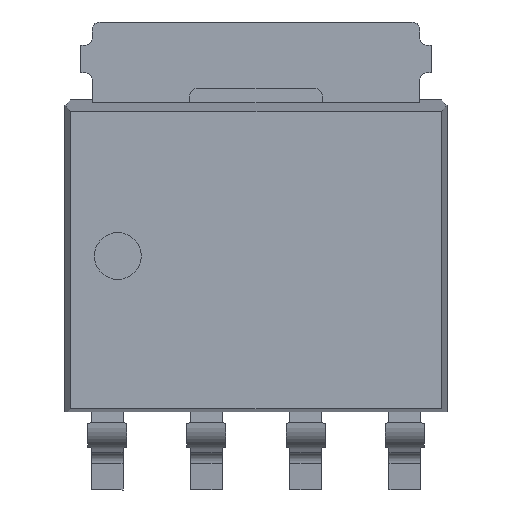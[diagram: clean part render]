
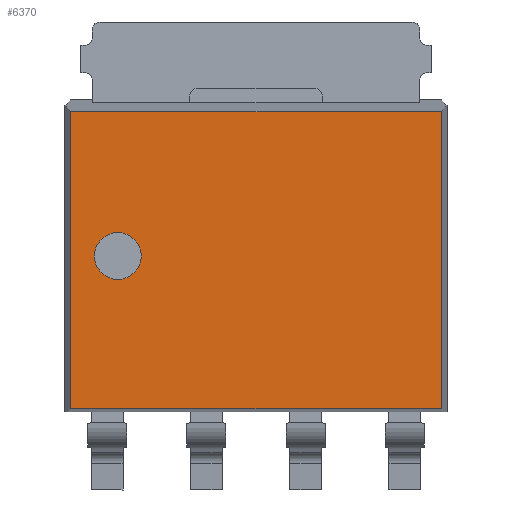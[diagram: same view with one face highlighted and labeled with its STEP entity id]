
A CAD part, left-side view. The second image highlights one B-rep face of the part: STEP entity #6370.
In plain terms, the highlighted planar face has unit normal (-1, 0, 0).
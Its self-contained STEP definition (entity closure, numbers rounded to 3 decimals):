
#332=CIRCLE('',#6832,0.3);
#1658=ORIENTED_EDGE('',*,*,#2432,.T.);
#1659=ORIENTED_EDGE('',*,*,#2433,.T.);
#1660=ORIENTED_EDGE('',*,*,#2434,.T.);
#1661=ORIENTED_EDGE('',*,*,#2435,.T.);
#1662=ORIENTED_EDGE('',*,*,#2436,.T.);
#2432=EDGE_CURVE('',#2920,#2920,#332,.T.);
#2433=EDGE_CURVE('',#2921,#2922,#3421,.T.);
#2434=EDGE_CURVE('',#2922,#2923,#3422,.T.);
#2435=EDGE_CURVE('',#2923,#2924,#3423,.T.);
#2436=EDGE_CURVE('',#2924,#2921,#3424,.T.);
#2920=VERTEX_POINT('',#9711);
#2921=VERTEX_POINT('',#9713);
#2922=VERTEX_POINT('',#9714);
#2923=VERTEX_POINT('',#9716);
#2924=VERTEX_POINT('',#9718);
#3421=LINE('',#9712,#3932);
#3422=LINE('',#9715,#3933);
#3423=LINE('',#9717,#3934);
#3424=LINE('',#9719,#3935);
#3932=VECTOR('',#8165,1000.);
#3933=VECTOR('',#8166,1000.);
#3934=VECTOR('',#8167,1000.);
#3935=VECTOR('',#8168,1000.);
#4214=EDGE_LOOP('',(#1658));
#4215=EDGE_LOOP('',(#1659,#1660,#1661,#1662));
#4488=FACE_BOUND('',#4214,.T.);
#4489=FACE_BOUND('',#4215,.T.);
#4673=PLANE('',#6831);
#6370=ADVANCED_FACE('',(#4488,#4489),#4673,.T.);
#6831=AXIS2_PLACEMENT_3D('',#9709,#8161,#8162);
#6832=AXIS2_PLACEMENT_3D('',#9710,#8163,#8164);
#8161=DIRECTION('',(-1.,0.,0.));
#8162=DIRECTION('',(0.,-1.,0.));
#8163=DIRECTION('',(1.,0.,0.));
#8164=DIRECTION('',(0.,-1.,0.));
#8165=DIRECTION('',(0.,1.,0.));
#8166=DIRECTION('',(0.,0.,-1.));
#8167=DIRECTION('',(0.,-1.,0.));
#8168=DIRECTION('',(0.,0.,1.));
#9709=CARTESIAN_POINT('',(0.,0.,0.));
#9710=CARTESIAN_POINT('',(0.,1.771,0.));
#9711=CARTESIAN_POINT('',(0.,1.471,0.));
#9712=CARTESIAN_POINT('',(0.,0.,1.852));
#9713=CARTESIAN_POINT('',(0.,-2.377,1.852));
#9714=CARTESIAN_POINT('',(0.,2.377,1.852));
#9715=CARTESIAN_POINT('',(0.,2.377,0.));
#9716=CARTESIAN_POINT('',(0.,2.377,-1.955));
#9717=CARTESIAN_POINT('',(0.,0.,-1.955));
#9718=CARTESIAN_POINT('',(0.,-2.377,-1.955));
#9719=CARTESIAN_POINT('',(0.,-2.377,0.));
